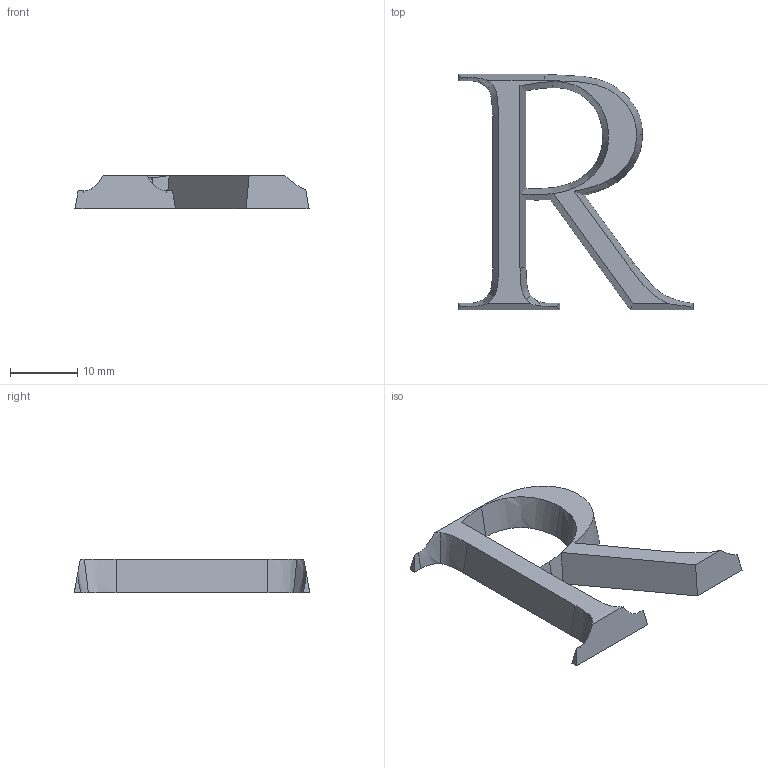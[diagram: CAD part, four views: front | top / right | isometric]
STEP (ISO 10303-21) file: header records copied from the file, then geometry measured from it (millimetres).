
FILE_DESCRIPTION(/* description */ (''),/* implementation_level */ '2;1');
FILE_NAME(/* name */ 'R _ Draft -10°.stp',/* time_stamp */ '2020-07-26T13:36:55+02:00',/* author */ ('Walter'),/* organization */ (''),/* preprocessor_version */ 'ST-DEVELOPER v18.1',/* originating_system */ 'Autodesk Inventor 2020',/* authorisation */ '');
FILE_SCHEMA (('AUTOMOTIVE_DESIGN { 1 0 10303 214 3 1 1 }'));
Length unit declared in the file: millimetre
Products named in the file (1): R _ Draft -10°
Bounding box: 34.8 x 35 x 5 mm (x, y, z)
Volume: 1634.8 mm3; surface area: 1761.7 mm2
Topology: 1 solids, 1 shells, 31 faces, 90 edges, 60 vertices
Faces by surface type: plane 16, bspline 15
Entity records: 1564 total; most frequent: CARTESIAN_POINT 830, ORIENTED_EDGE 180, EDGE_CURVE 90, DIRECTION 80, VERTEX_POINT 60, LINE 46, VECTOR 46, B_SPLINE_CURVE_WITH_KNOTS 44
